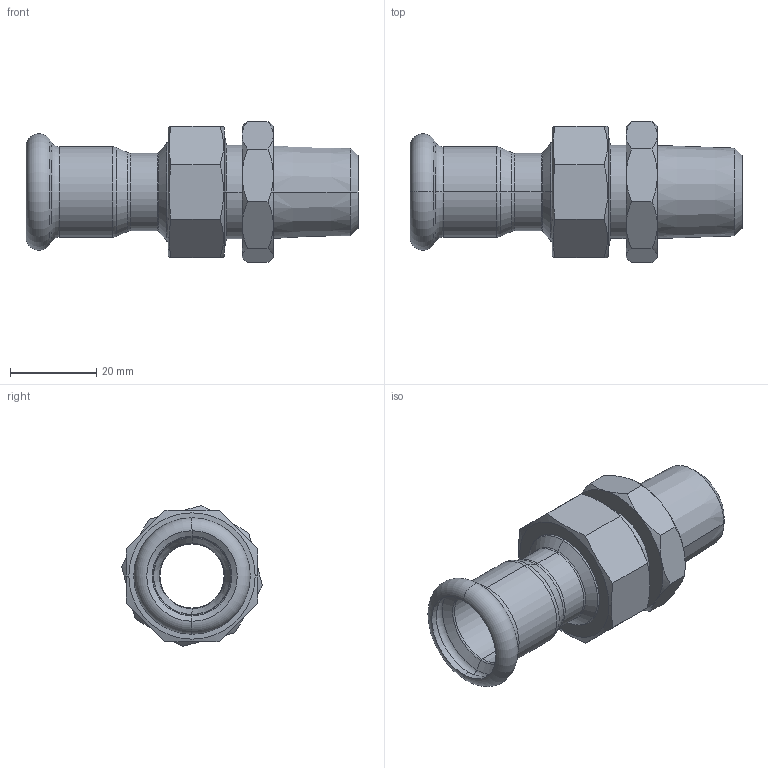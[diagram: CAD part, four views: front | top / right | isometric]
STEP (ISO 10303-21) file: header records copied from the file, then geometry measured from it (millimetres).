
FILE_DESCRIPTION (( 'STEP AP203' ), '1' );
FILE_NAME ('3D_P728_178 x 3-4_141282535.STEP', '2024-11-19T09:14:47', ( '' ), ( '' ), 'SwSTEP 2.0', 'SolidWorks 2023', '' );
FILE_SCHEMA (( 'CONFIG_CONTROL_DESIGN' ));
Length unit declared in the file: millimetre
Products named in the file (1): 3D_P728_178 x 3-4_141282535
Bounding box: 77 x 32.7 x 32.7 mm (x, y, z)
Volume: 20772.1 mm3; surface area: 15587 mm2
Topology: 4 solids, 4 shells, 121 faces, 260 edges, 150 vertices
Faces by surface type: cone 46, cylinder 28, plane 27, torus 20
Entity records: 3527 total; most frequent: CARTESIAN_POINT 834, DIRECTION 582, ORIENTED_EDGE 520, EDGE_CURVE 260, AXIS2_PLACEMENT_3D 254, VERTEX_POINT 150, EDGE_LOOP 132, CIRCLE 132
